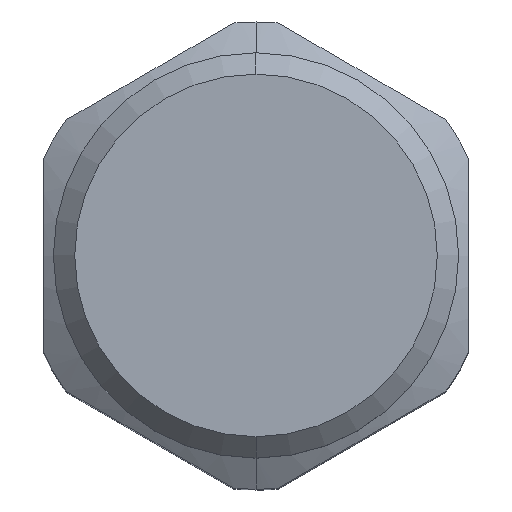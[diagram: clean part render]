
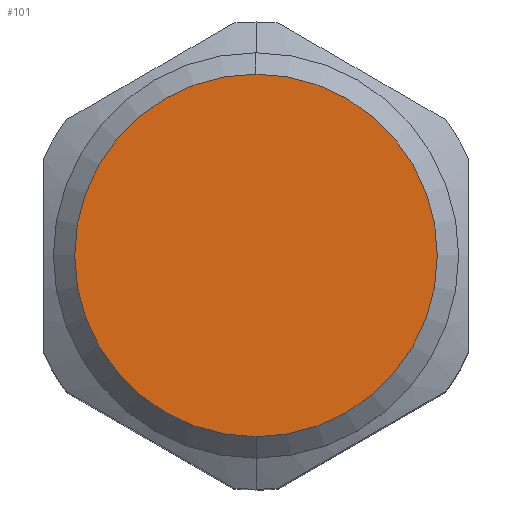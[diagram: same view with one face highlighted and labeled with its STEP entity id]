
A CAD part, top view. The second image highlights one B-rep face of the part: STEP entity #101.
In plain terms, the highlighted planar face has unit normal (0, 0, 1).
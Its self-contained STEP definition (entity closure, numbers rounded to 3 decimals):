
#101=ADVANCED_FACE('',(#197),#198,.T.);
#197=FACE_OUTER_BOUND('',#284,.T.);
#198=PLANE('',#285);
#284=EDGE_LOOP('',(#511,#512));
#285=AXIS2_PLACEMENT_3D('',#513,#514,#515);
#511=ORIENTED_EDGE('',*,*,#521,.T.);
#512=ORIENTED_EDGE('',*,*,#603,.T.);
#513=CARTESIAN_POINT('',(0.,-4.25,30.0));
#514=DIRECTION('',(0.,0.,1.0));
#515=DIRECTION('',(0.,-1.0,0.0));
#521=EDGE_CURVE('',#608,#612,#614,.T.);
#603=EDGE_CURVE('',#612,#608,#731,.T.);
#608=VERTEX_POINT('',#736);
#612=VERTEX_POINT('',#741);
#614=CIRCLE('',#744,8.5);
#731=CIRCLE('',#943,8.5);
#736=CARTESIAN_POINT('',(0.,-8.5,30.0));
#741=CARTESIAN_POINT('',(0.,8.5,30.0));
#744=AXIS2_PLACEMENT_3D('',#951,#952,#953);
#943=AXIS2_PLACEMENT_3D('',#1051,#1052,#1053);
#951=CARTESIAN_POINT('',(0.,0.,30.0));
#952=DIRECTION('',(0.,0.,1.0));
#953=DIRECTION('',(0.,-1.0,0.));
#1051=CARTESIAN_POINT('',(0.,0.,30.0));
#1052=DIRECTION('',(0.,0.,1.0));
#1053=DIRECTION('',(0.,-1.0,0.));
